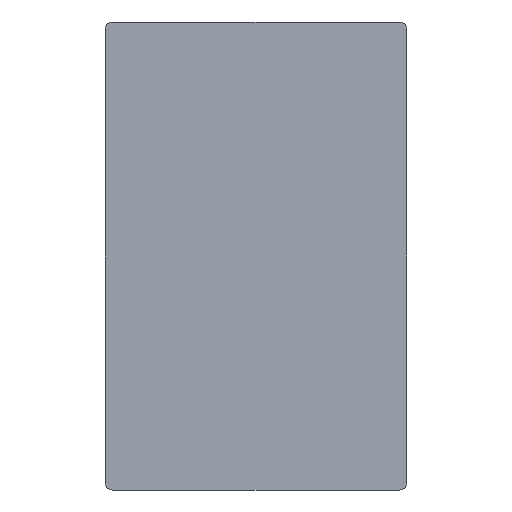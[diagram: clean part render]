
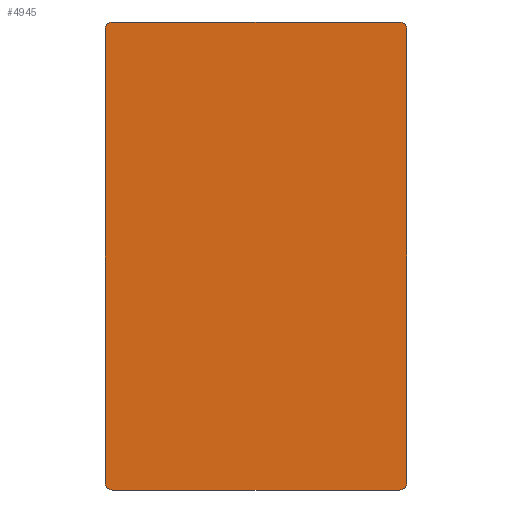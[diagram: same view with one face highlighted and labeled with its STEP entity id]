
A CAD part, left-side view. The second image highlights one B-rep face of the part: STEP entity #4945.
In plain terms, the highlighted planar face has unit normal (-1, 0, 0).
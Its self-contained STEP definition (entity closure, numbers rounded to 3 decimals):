
#276 = CARTESIAN_POINT ( 'NONE',  ( 0., 19.5, -0.5 ) ) ;
#340 = EDGE_CURVE ( 'NONE', #14622, #13196, #10167, .T. ) ;
#473 = AXIS2_PLACEMENT_3D ( 'NONE', #276, #8652, #1473 ) ;
#563 = ORIENTED_EDGE ( 'NONE', *, *, #3940, .F. ) ;
#801 = CIRCLE ( 'NONE', #1752, 0.5 ) ;
#974 = VECTOR ( 'NONE', #8656, 1000. ) ;
#1043 = EDGE_CURVE ( 'NONE', #10680, #15129, #2856, .T. ) ;
#1055 = LINE ( 'NONE', #2328, #9098 ) ;
#1473 = DIRECTION ( 'NONE',  ( 0., 0., -1. ) ) ;
#1707 = EDGE_CURVE ( 'NONE', #2602, #12856, #7538, .T. ) ;
#1752 = AXIS2_PLACEMENT_3D ( 'NONE', #8374, #14320, #15414 ) ;
#2253 = DIRECTION ( 'NONE',  ( 0., 1., 0. ) ) ;
#2328 = CARTESIAN_POINT ( 'NONE',  ( 0., 20., -0.5 ) ) ;
#2377 = ORIENTED_EDGE ( 'NONE', *, *, #7551, .F. ) ;
#2453 = DIRECTION ( 'NONE',  ( 0., 0., 1. ) ) ;
#2602 = VERTEX_POINT ( 'NONE', #14289 ) ;
#2856 = LINE ( 'NONE', #5806, #3439 ) ;
#3439 = VECTOR ( 'NONE', #2253, 1000. ) ;
#3795 = CARTESIAN_POINT ( 'NONE',  ( 0., 0., -0.5 ) ) ;
#3940 = EDGE_CURVE ( 'NONE', #15129, #5301, #801, .T. ) ;
#4081 = EDGE_CURVE ( 'NONE', #13196, #2602, #14305, .T. ) ;
#4082 = DIRECTION ( 'NONE',  ( 0., -1., 0. ) ) ;
#4499 = VERTEX_POINT ( 'NONE', #8759 ) ;
#4879 = CARTESIAN_POINT ( 'NONE',  ( 0., 19.5, -31. ) ) ;
#4942 = VECTOR ( 'NONE', #4082, 1000. ) ;
#4945 = ADVANCED_FACE ( 'NONE', ( #10060 ), #9059, .T. ) ;
#5267 = DIRECTION ( 'NONE',  ( 0., 0., 1. ) ) ;
#5301 = VERTEX_POINT ( 'NONE', #12737 ) ;
#5668 = ORIENTED_EDGE ( 'NONE', *, *, #8172, .F. ) ;
#5806 = CARTESIAN_POINT ( 'NONE',  ( 0., 0.5, -31. ) ) ;
#6079 = DIRECTION ( 'NONE',  ( 0., 0., 1. ) ) ;
#6399 = ORIENTED_EDGE ( 'NONE', *, *, #1043, .F. ) ;
#7536 = DIRECTION ( 'NONE',  ( 1., 0., 0. ) ) ;
#7538 = LINE ( 'NONE', #3795, #974 ) ;
#7551 = EDGE_CURVE ( 'NONE', #5301, #4499, #1055, .T. ) ;
#7889 = AXIS2_PLACEMENT_3D ( 'NONE', #8625, #13157, #2453 ) ;
#8035 = ORIENTED_EDGE ( 'NONE', *, *, #1707, .F. ) ;
#8039 = CARTESIAN_POINT ( 'NONE',  ( 0., 19.5, 0. ) ) ;
#8172 = EDGE_CURVE ( 'NONE', #12856, #10680, #9299, .T. ) ;
#8374 = CARTESIAN_POINT ( 'NONE',  ( 0., 19.5, -30.5 ) ) ;
#8625 = CARTESIAN_POINT ( 'NONE',  ( 0., 0.5, -0.5 ) ) ;
#8649 = ORIENTED_EDGE ( 'NONE', *, *, #9265, .F. ) ;
#8652 = DIRECTION ( 'NONE',  ( 1., 0., 0. ) ) ;
#8656 = DIRECTION ( 'NONE',  ( 0., 0., -1. ) ) ;
#8759 = CARTESIAN_POINT ( 'NONE',  ( 0., 20., -0.5 ) ) ;
#9004 = AXIS2_PLACEMENT_3D ( 'NONE', #9883, #7536, #5267 ) ;
#9059 = PLANE ( 'NONE',  #11003 ) ;
#9098 = VECTOR ( 'NONE', #6079, 1000. ) ;
#9265 = EDGE_CURVE ( 'NONE', #4499, #14622, #10029, .T. ) ;
#9299 = CIRCLE ( 'NONE', #9004, 0.5 ) ;
#9483 = DIRECTION ( 'NONE',  ( 0., 0., 1. ) ) ;
#9703 = CARTESIAN_POINT ( 'NONE',  ( 0., 0.5, 0. ) ) ;
#9883 = CARTESIAN_POINT ( 'NONE',  ( 0., 0.5, -30.5 ) ) ;
#10029 = CIRCLE ( 'NONE', #473, 0.5 ) ;
#10060 = FACE_OUTER_BOUND ( 'NONE', #14915, .T. ) ;
#10077 = CARTESIAN_POINT ( 'NONE',  ( 0., 0., -30.5 ) ) ;
#10167 = LINE ( 'NONE', #11379, #4942 ) ;
#10549 = CARTESIAN_POINT ( 'NONE',  ( 0., 0.5, -31. ) ) ;
#10680 = VERTEX_POINT ( 'NONE', #10549 ) ;
#11003 = AXIS2_PLACEMENT_3D ( 'NONE', #13844, #15426, #9483 ) ;
#11336 = ORIENTED_EDGE ( 'NONE', *, *, #340, .F. ) ;
#11379 = CARTESIAN_POINT ( 'NONE',  ( 0., 0.5, 0. ) ) ;
#12737 = CARTESIAN_POINT ( 'NONE',  ( 0., 20., -30.5 ) ) ;
#12856 = VERTEX_POINT ( 'NONE', #10077 ) ;
#13157 = DIRECTION ( 'NONE',  ( 1., 0., 0. ) ) ;
#13196 = VERTEX_POINT ( 'NONE', #9703 ) ;
#13844 = CARTESIAN_POINT ( 'NONE',  ( 0., 0.5, -0.5 ) ) ;
#14289 = CARTESIAN_POINT ( 'NONE',  ( 0., 0., -0.5 ) ) ;
#14305 = CIRCLE ( 'NONE', #7889, 0.5 ) ;
#14320 = DIRECTION ( 'NONE',  ( 1., 0., 0. ) ) ;
#14622 = VERTEX_POINT ( 'NONE', #8039 ) ;
#14710 = ORIENTED_EDGE ( 'NONE', *, *, #4081, .F. ) ;
#14915 = EDGE_LOOP ( 'NONE', ( #14710, #11336, #8649, #2377, #563, #6399, #5668, #8035 ) ) ;
#15129 = VERTEX_POINT ( 'NONE', #4879 ) ;
#15414 = DIRECTION ( 'NONE',  ( 0., 0., -1. ) ) ;
#15426 = DIRECTION ( 'NONE',  ( -1., 0., 0. ) ) ;
